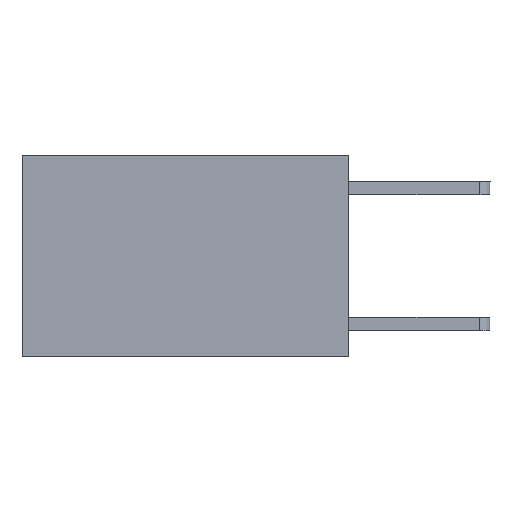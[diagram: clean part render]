
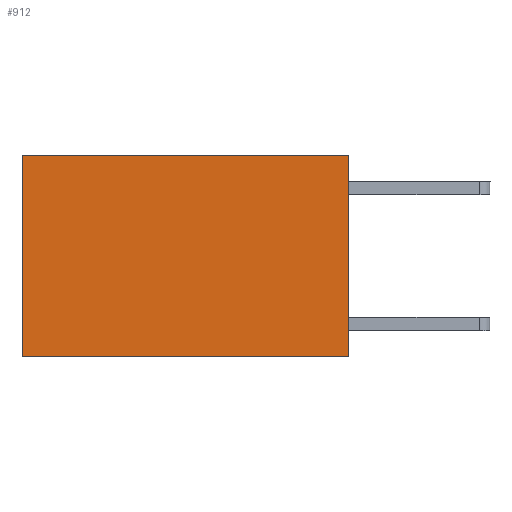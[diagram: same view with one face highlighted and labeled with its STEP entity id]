
A CAD part, left-side view. The second image highlights one B-rep face of the part: STEP entity #912.
In plain terms, the highlighted planar face has unit normal (-1, 0, 0).
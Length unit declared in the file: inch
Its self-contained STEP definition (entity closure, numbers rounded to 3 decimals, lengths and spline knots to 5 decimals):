
#161 = DIRECTION ( 'NONE',  ( 0., 1., 0. ) ) ;
#378 = VECTOR ( 'NONE', #1824, 39.37008 ) ;
#789 = EDGE_CURVE ( 'NONE', #7194, #5372, #6816, .T. ) ;
#878 = CARTESIAN_POINT ( 'NONE',  ( 0.2625, 0., -0.37 ) ) ;
#912 = ADVANCED_FACE ( 'NONE', ( #5508 ), #4886, .F. ) ;
#1280 = ORIENTED_EDGE ( 'NONE', *, *, #8968, .F. ) ;
#1541 = DIRECTION ( 'NONE',  ( 0., 0., -1. ) ) ;
#1786 = LINE ( 'NONE', #8417, #378 ) ;
#1824 = DIRECTION ( 'NONE',  ( 0., 0., -1. ) ) ;
#1909 = VECTOR ( 'NONE', #3819, 39.37008 ) ;
#2134 = VERTEX_POINT ( 'NONE', #6745 ) ;
#2356 = CARTESIAN_POINT ( 'NONE',  ( 0.2625, 0.6, 0. ) ) ;
#2376 = VECTOR ( 'NONE', #161, 39.37008 ) ;
#2436 = LINE ( 'NONE', #3779, #2376 ) ;
#3393 = CARTESIAN_POINT ( 'NONE',  ( 0.2625, 0.6, 0. ) ) ;
#3456 = EDGE_CURVE ( 'NONE', #2134, #7194, #2436, .T. ) ;
#3554 = EDGE_CURVE ( 'NONE', #4507, #5372, #6707, .T. ) ;
#3779 = CARTESIAN_POINT ( 'NONE',  ( 0.2625, 0., 0. ) ) ;
#3819 = DIRECTION ( 'NONE',  ( 0., 1., 0. ) ) ;
#3987 = DIRECTION ( 'NONE',  ( 1., 0., 0. ) ) ;
#4507 = VERTEX_POINT ( 'NONE', #4879 ) ;
#4879 = CARTESIAN_POINT ( 'NONE',  ( 0.2625, 0., -0.37 ) ) ;
#4886 = PLANE ( 'NONE',  #7431 ) ;
#5300 = VECTOR ( 'NONE', #1541, 39.37008 ) ;
#5372 = VERTEX_POINT ( 'NONE', #7736 ) ;
#5508 = FACE_OUTER_BOUND ( 'NONE', #7681, .T. ) ;
#5816 = ORIENTED_EDGE ( 'NONE', *, *, #789, .T. ) ;
#6707 = LINE ( 'NONE', #878, #1909 ) ;
#6745 = CARTESIAN_POINT ( 'NONE',  ( 0.2625, 0., 0. ) ) ;
#6816 = LINE ( 'NONE', #2356, #5300 ) ;
#6968 = DIRECTION ( 'NONE',  ( 0., 0., -1. ) ) ;
#7194 = VERTEX_POINT ( 'NONE', #3393 ) ;
#7431 = AXIS2_PLACEMENT_3D ( 'NONE', #8685, #3987, #6968 ) ;
#7681 = EDGE_LOOP ( 'NONE', ( #5816, #8919, #1280, #8099 ) ) ;
#7736 = CARTESIAN_POINT ( 'NONE',  ( 0.2625, 0.6, -0.37 ) ) ;
#8099 = ORIENTED_EDGE ( 'NONE', *, *, #3456, .T. ) ;
#8417 = CARTESIAN_POINT ( 'NONE',  ( 0.2625, 0., 0. ) ) ;
#8685 = CARTESIAN_POINT ( 'NONE',  ( 0.2625, 0., 0. ) ) ;
#8919 = ORIENTED_EDGE ( 'NONE', *, *, #3554, .F. ) ;
#8968 = EDGE_CURVE ( 'NONE', #2134, #4507, #1786, .T. ) ;
